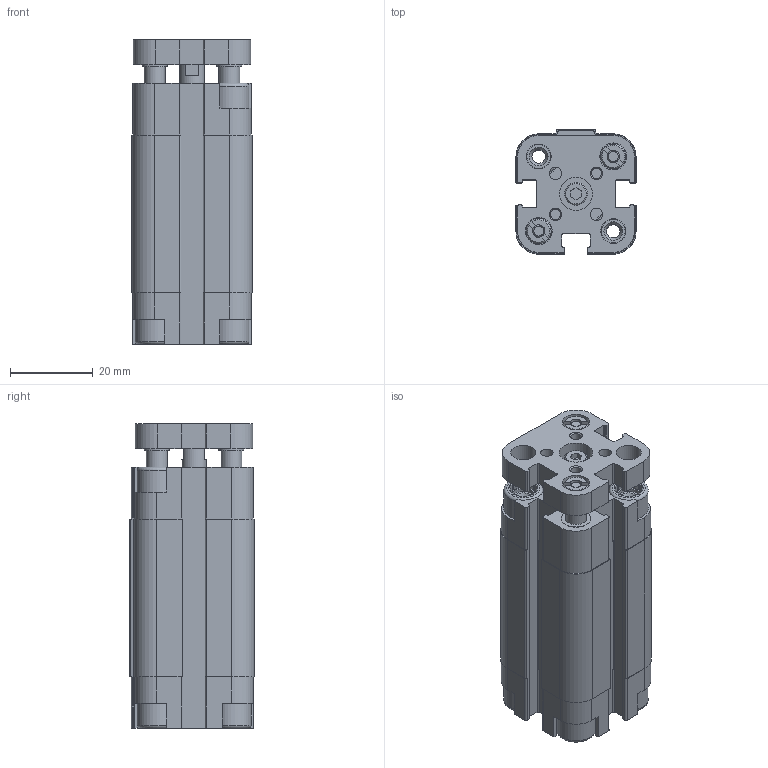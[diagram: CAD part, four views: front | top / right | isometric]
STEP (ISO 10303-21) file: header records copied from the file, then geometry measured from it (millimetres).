
FILE_DESCRIPTION(/* description */ ('STEP AP214'),/* implementation_level */ '2;1');
FILE_NAME(/* name */ '156848_ADVUL-12-25-P-A',/* time_stamp */ '2024-08-02T17:28:08+02:00',/* author */ ('License CC BY-ND 4.0'),/* organization */ ('CADENAS'),/* preprocessor_version */ 'ST-DEVELOPER v19.3',/* originating_system */ 'PARTsolutions',/* authorisation */ ' ');
FILE_SCHEMA (('AUTOMOTIVE_DESIGN {1 0 10303 214 3 1 1}'));
Length unit declared in the file: millimetre
Products named in the file (3): 156848 ADVUL-12-25-P-A---(0); 156848 ADVUL-12-25-P-A---(ZR); 156848 ADVUL-12-25---(KS)
Assembly tree (2 placements, depth 2):
  156848 ADVUL-12-25-P-A---(0)
    156848 ADVUL-12-25-P-A---(ZR)
    156848 ADVUL-12-25---(KS)
Bounding box: 29 x 30 x 73.5 mm (x, y, z)
Volume: 42908 mm3; surface area: 23186.8 mm2
Topology: 2 solids, 2 shells, 541 faces, 1441 edges, 950 vertices
Faces by surface type: plane 338, cylinder 165, cone 32, torus 6
Full cylindrical faces by diameter (mm): 2.459 x2, 3 x2, 3.242 x6, 4.134 x2, 5 x4, 5.5 x1, 5.7 x6, 6 x9, 6.1 x4, 6.5 x4, 7 x2, 8 x1, 9.5 x6, 12 x2
Entity records: 16510 total; most frequent: CARTESIAN_POINT 3278, ORIENTED_EDGE 2682, DIRECTION 2652, EDGE_CURVE 1341, VERTEX_POINT 937, AXIS2_PLACEMENT_3D 919, LINE 814, VECTOR 814
